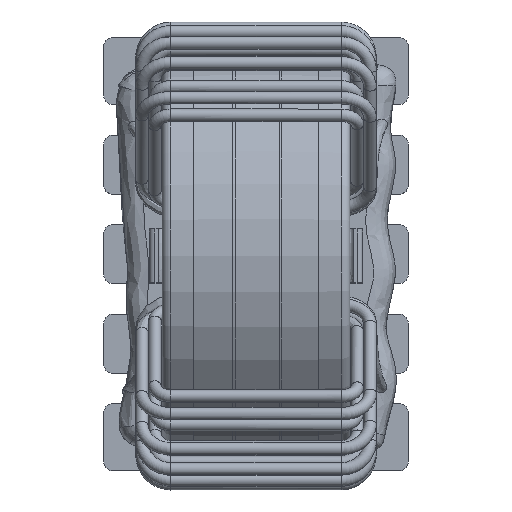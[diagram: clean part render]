
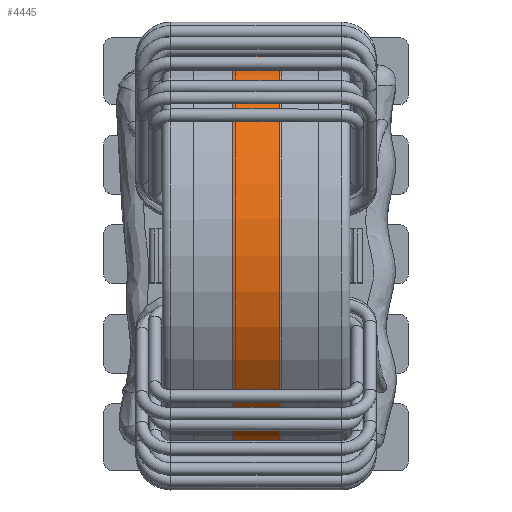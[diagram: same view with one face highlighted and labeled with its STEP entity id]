
A CAD part, top view. The second image highlights one B-rep face of the part: STEP entity #4445.
In plain terms, the highlighted cylindrical face has radius 11.64 mm (diameter 23.28 mm), a full revolution.
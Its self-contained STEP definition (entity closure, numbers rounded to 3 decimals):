
#4445=ADVANCED_FACE('',(#10151,#10152),#10153,.T.);
#4451=EDGE_CURVE('',#10161,#10161,#10162,.T.);
#4457=EDGE_CURVE('',#10170,#10170,#10171,.T.);
#10151=FACE_OUTER_BOUND('',#29956,.T.);
#10152=FACE_OUTER_BOUND('',#29957,.T.);
#10153=CYLINDRICAL_SURFACE('',#29958,11.64);
#10161=VERTEX_POINT('',#29969);
#10162=CIRCLE('',#29970,11.64);
#10170=VERTEX_POINT('',#29981);
#10171=CIRCLE('',#29982,11.64);
#29956=EDGE_LOOP('',(#39004));
#29957=EDGE_LOOP('',(#39005));
#29958=AXIS2_PLACEMENT_3D('',#39006,#39007,#39008);
#29969=CARTESIAN_POINT('',(7.3,-5.123,6.48));
#29970=AXIS2_PLACEMENT_3D('',#39015,#39016,#39017);
#29981=CARTESIAN_POINT('',(4.7,-5.123,6.48));
#29982=AXIS2_PLACEMENT_3D('',#39024,#39025,#39026);
#39004=ORIENTED_EDGE('',*,*,#4457,.F.);
#39005=ORIENTED_EDGE('',*,*,#4451,.T.);
#39006=CARTESIAN_POINT('',(6.0,-5.123,18.12));
#39007=DIRECTION('',(-1.0,0.,-0.0));
#39008=DIRECTION('',(0.0,-0.0,-1.0));
#39015=CARTESIAN_POINT('',(7.3,-5.123,18.12));
#39016=DIRECTION('',(-1.0,0.,-0.0));
#39017=DIRECTION('',(0.0,-0.0,-1.0));
#39024=CARTESIAN_POINT('',(4.7,-5.123,18.12));
#39025=DIRECTION('',(-1.0,0.,-0.0));
#39026=DIRECTION('',(0.0,-0.0,-1.0));
